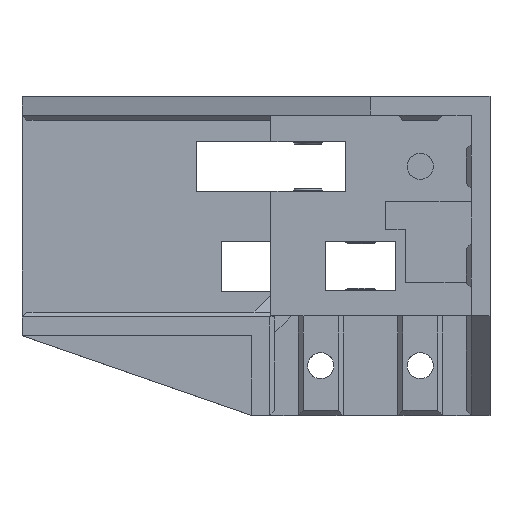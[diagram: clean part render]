
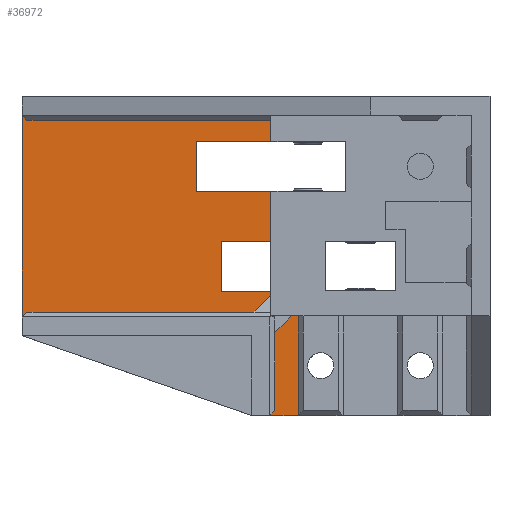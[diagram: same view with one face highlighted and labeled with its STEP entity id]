
A CAD part, top view. The second image highlights one B-rep face of the part: STEP entity #36972.
In plain terms, the highlighted planar face has unit normal (0, 0, 1).
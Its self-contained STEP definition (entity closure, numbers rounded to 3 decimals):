
#1084=FACE_OUTER_BOUND('',#3093,.T.);
#3093=EDGE_LOOP('',(#28636,#28637,#28638,#28639,#28640,#28641,#28642,#28643,
#28644,#28645,#28646,#28647,#28648,#28649,#28650,#28651));
#4467=LINE('',#50025,#9779);
#4704=LINE('',#50496,#10016);
#4884=LINE('',#50837,#10196);
#4891=LINE('',#50852,#10203);
#4971=LINE('',#51011,#10283);
#5053=LINE('',#51175,#10365);
#5134=LINE('',#51335,#10446);
#5137=LINE('',#51341,#10449);
#5146=LINE('',#51357,#10458);
#5298=LINE('',#51659,#10610);
#5303=LINE('',#51668,#10615);
#7393=LINE('',#55827,#12705);
#7464=LINE('',#55967,#12776);
#7465=LINE('',#55968,#12777);
#7466=LINE('',#55970,#12778);
#7467=LINE('',#55971,#12779);
#9779=VECTOR('',#40466,5.25);
#10016=VECTOR('',#40855,15.);
#10196=VECTOR('',#41063,19.75);
#10203=VECTOR('',#41074,15.);
#10283=VECTOR('',#41156,10.);
#10365=VECTOR('',#41242,10.);
#10446=VECTOR('',#41327,50.);
#10449=VECTOR('',#41332,49.75);
#10458=VECTOR('',#41343,5.75);
#10610=VECTOR('',#41631,10.);
#10615=VECTOR('',#41640,10.);
#12705=VECTOR('',#45276,5.5);
#12776=VECTOR('',#45359,10.);
#12777=VECTOR('',#45360,5.);
#12778=VECTOR('',#45363,20.);
#12779=VECTOR('',#45364,40.5);
#15049=VERTEX_POINT('',#50022);
#15050=VERTEX_POINT('',#50024);
#15208=VERTEX_POINT('',#50495);
#15354=VERTEX_POINT('',#50834);
#15355=VERTEX_POINT('',#50836);
#15360=VERTEX_POINT('',#50849);
#15361=VERTEX_POINT('',#50851);
#15438=VERTEX_POINT('',#51008);
#15439=VERTEX_POINT('',#51010);
#15518=VERTEX_POINT('',#51172);
#15519=VERTEX_POINT('',#51174);
#15596=VERTEX_POINT('',#51333);
#15597=VERTEX_POINT('',#51337);
#15604=VERTEX_POINT('',#51355);
#16983=VERTEX_POINT('',#55824);
#16984=VERTEX_POINT('',#55826);
#18431=EDGE_CURVE('',#15050,#15049,#4467,.T.);
#18668=EDGE_CURVE('',#15208,#15050,#4704,.T.);
#18848=EDGE_CURVE('',#15354,#15355,#4884,.T.);
#18855=EDGE_CURVE('',#15360,#15361,#4891,.T.);
#18935=EDGE_CURVE('',#15439,#15438,#4971,.T.);
#19017=EDGE_CURVE('',#15518,#15519,#5053,.T.);
#19098=EDGE_CURVE('',#15596,#15049,#5134,.T.);
#19101=EDGE_CURVE('',#15597,#15355,#5137,.T.);
#19110=EDGE_CURVE('',#15354,#15604,#5146,.T.);
#19262=EDGE_CURVE('',#15518,#15439,#5298,.T.);
#19267=EDGE_CURVE('',#15360,#15208,#5303,.T.);
#21357=EDGE_CURVE('',#16983,#16984,#7393,.T.);
#21428=EDGE_CURVE('',#15438,#15361,#7464,.T.);
#21429=EDGE_CURVE('',#16983,#15519,#7465,.T.);
#21430=EDGE_CURVE('',#15604,#16984,#7466,.T.);
#21431=EDGE_CURVE('',#15597,#15596,#7467,.T.);
#28636=ORIENTED_EDGE('',*,*,#19110,.T.);
#28637=ORIENTED_EDGE('',*,*,#21430,.T.);
#28638=ORIENTED_EDGE('',*,*,#21357,.F.);
#28639=ORIENTED_EDGE('',*,*,#21429,.T.);
#28640=ORIENTED_EDGE('',*,*,#19017,.F.);
#28641=ORIENTED_EDGE('',*,*,#19262,.T.);
#28642=ORIENTED_EDGE('',*,*,#18935,.T.);
#28643=ORIENTED_EDGE('',*,*,#21428,.T.);
#28644=ORIENTED_EDGE('',*,*,#18855,.F.);
#28645=ORIENTED_EDGE('',*,*,#19267,.T.);
#28646=ORIENTED_EDGE('',*,*,#18668,.T.);
#28647=ORIENTED_EDGE('',*,*,#18431,.T.);
#28648=ORIENTED_EDGE('',*,*,#19098,.F.);
#28649=ORIENTED_EDGE('',*,*,#21431,.F.);
#28650=ORIENTED_EDGE('',*,*,#19101,.T.);
#28651=ORIENTED_EDGE('',*,*,#18848,.F.);
#34991=PLANE('',#38955);
#36972=ADVANCED_FACE('',(#1084),#34991,.T.);
#38955=AXIS2_PLACEMENT_3D('',#55969,#45361,#45362);
#40466=DIRECTION('',(0.,1.,0.));
#40855=DIRECTION('',(1.,0.,0.));
#41063=DIRECTION('',(0.,1.,0.));
#41074=DIRECTION('',(1.,0.,0.));
#41156=DIRECTION('',(1.,0.,0.));
#41242=DIRECTION('',(1.,0.,0.));
#41327=DIRECTION('',(1.,0.,0.));
#41332=DIRECTION('',(1.,0.,0.));
#41343=DIRECTION('',(1.,0.,0.));
#41631=DIRECTION('',(0.,1.,0.));
#41640=DIRECTION('',(0.,1.,0.));
#45276=DIRECTION('',(1.,0.,0.));
#45359=DIRECTION('',(0.,1.,0.));
#45360=DIRECTION('',(0.,1.,0.));
#45361=DIRECTION('center_axis',(0.,0.,1.));
#45362=DIRECTION('ref_axis',(1.,0.,0.));
#45363=DIRECTION('',(0.,1.,0.));
#45364=DIRECTION('',(0.,1.,0.));
#50022=CARTESIAN_POINT('',(50.,60.25,3.75));
#50024=CARTESIAN_POINT('',(50.,55.,3.75));
#50025=CARTESIAN_POINT('',(50.,55.,3.75));
#50495=CARTESIAN_POINT('',(35.,55.,3.75));
#50496=CARTESIAN_POINT('',(35.,55.,3.75));
#50834=CARTESIAN_POINT('',(49.75,0.,3.75));
#50836=CARTESIAN_POINT('',(49.75,19.75,3.75));
#50837=CARTESIAN_POINT('',(49.75,0.,3.75));
#50849=CARTESIAN_POINT('',(35.,45.,3.75));
#50851=CARTESIAN_POINT('',(50.,45.,3.75));
#50852=CARTESIAN_POINT('',(35.,45.,3.75));
#51008=CARTESIAN_POINT('',(50.,35.,3.75));
#51010=CARTESIAN_POINT('',(40.,35.,3.75));
#51011=CARTESIAN_POINT('',(40.,35.,3.75));
#51172=CARTESIAN_POINT('',(40.,25.,3.75));
#51174=CARTESIAN_POINT('',(50.,25.,3.75));
#51175=CARTESIAN_POINT('',(40.,25.,3.75));
#51333=CARTESIAN_POINT('',(0.,60.25,3.75));
#51335=CARTESIAN_POINT('',(0.,60.25,3.75));
#51337=CARTESIAN_POINT('',(0.,19.75,3.75));
#51341=CARTESIAN_POINT('',(0.,19.75,3.75));
#51355=CARTESIAN_POINT('',(55.5,0.,3.75));
#51357=CARTESIAN_POINT('',(49.75,0.,3.75));
#51659=CARTESIAN_POINT('',(40.,25.,3.75));
#51668=CARTESIAN_POINT('',(35.,45.,3.75));
#55824=CARTESIAN_POINT('',(50.,20.,3.75));
#55826=CARTESIAN_POINT('',(55.5,20.,3.75));
#55827=CARTESIAN_POINT('',(50.,20.,3.75));
#55967=CARTESIAN_POINT('',(50.,35.,3.75));
#55968=CARTESIAN_POINT('',(50.,20.,3.75));
#55969=CARTESIAN_POINT('Origin',(55.5,20.,3.75));
#55970=CARTESIAN_POINT('',(55.5,0.,3.75));
#55971=CARTESIAN_POINT('',(0.,19.75,3.75));
